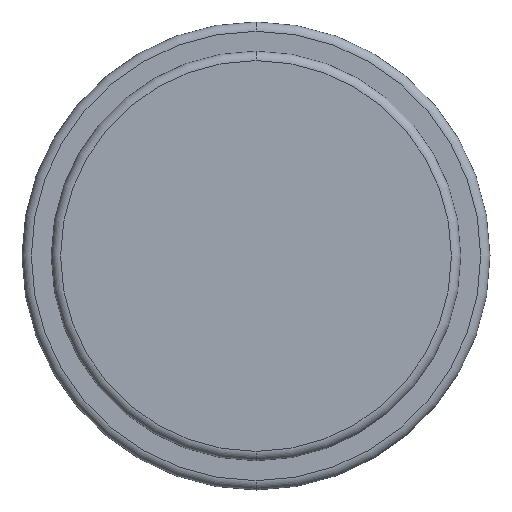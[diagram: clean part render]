
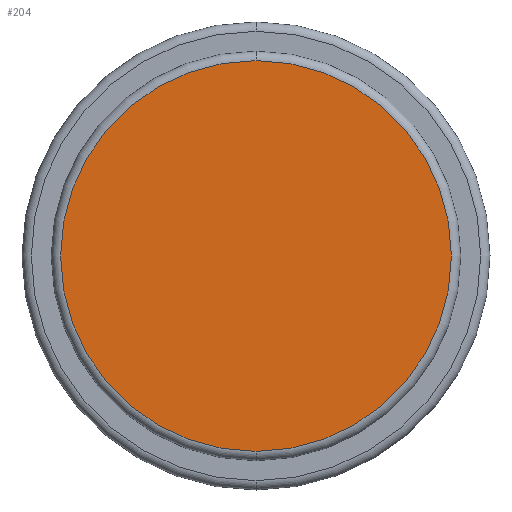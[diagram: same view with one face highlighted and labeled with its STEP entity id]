
A CAD part, front view. The second image highlights one B-rep face of the part: STEP entity #204.
In plain terms, the highlighted planar face has unit normal (0, -1, 0).
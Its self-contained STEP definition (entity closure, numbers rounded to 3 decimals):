
#12 = DIRECTION ( 'NONE',  ( 0., 1., 0. ) ) ;
#55 = VERTEX_POINT ( 'NONE', #449 ) ;
#114 = EDGE_LOOP ( 'NONE', ( #309, #342 ) ) ;
#156 = CIRCLE ( 'NONE', #349, 8.35 ) ;
#175 = EDGE_CURVE ( 'NONE', #55, #632, #425, .T. ) ;
#197 = CARTESIAN_POINT ( 'NONE',  ( 0., 0., 0. ) ) ;
#204 = ADVANCED_FACE ( 'NONE', ( #517 ), #399, .F. ) ;
#211 = AXIS2_PLACEMENT_3D ( 'NONE', #616, #12, #685 ) ;
#237 = CARTESIAN_POINT ( 'NONE',  ( 0., 0., 0. ) ) ;
#309 = ORIENTED_EDGE ( 'NONE', *, *, #175, .T. ) ;
#342 = ORIENTED_EDGE ( 'NONE', *, *, #410, .T. ) ;
#349 = AXIS2_PLACEMENT_3D ( 'NONE', #197, #693, #583 ) ;
#399 = PLANE ( 'NONE',  #211 ) ;
#410 = EDGE_CURVE ( 'NONE', #632, #55, #156, .T. ) ;
#425 = CIRCLE ( 'NONE', #565, 8.35 ) ;
#449 = CARTESIAN_POINT ( 'NONE',  ( 0., 0., 8.35 ) ) ;
#508 = CARTESIAN_POINT ( 'NONE',  ( 0., 0., -8.35 ) ) ;
#513 = DIRECTION ( 'NONE',  ( 0., 0., 1. ) ) ;
#517 = FACE_OUTER_BOUND ( 'NONE', #114, .T. ) ;
#565 = AXIS2_PLACEMENT_3D ( 'NONE', #237, #670, #513 ) ;
#583 = DIRECTION ( 'NONE',  ( 0., 0., 1. ) ) ;
#616 = CARTESIAN_POINT ( 'NONE',  ( 0., 0., 0. ) ) ;
#632 = VERTEX_POINT ( 'NONE', #508 ) ;
#670 = DIRECTION ( 'NONE',  ( 0., -1., 0. ) ) ;
#685 = DIRECTION ( 'NONE',  ( 0., 0., 1. ) ) ;
#693 = DIRECTION ( 'NONE',  ( 0., -1., 0. ) ) ;
